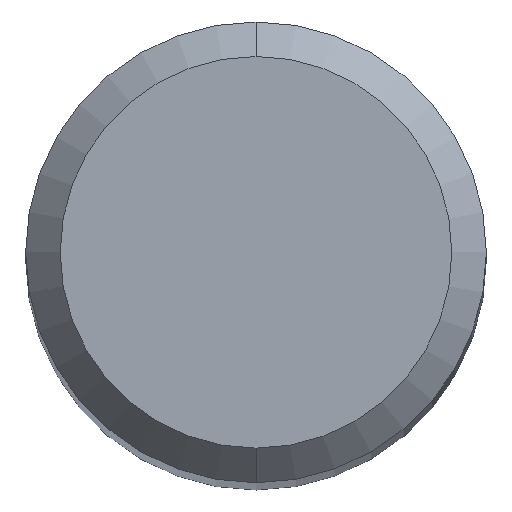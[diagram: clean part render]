
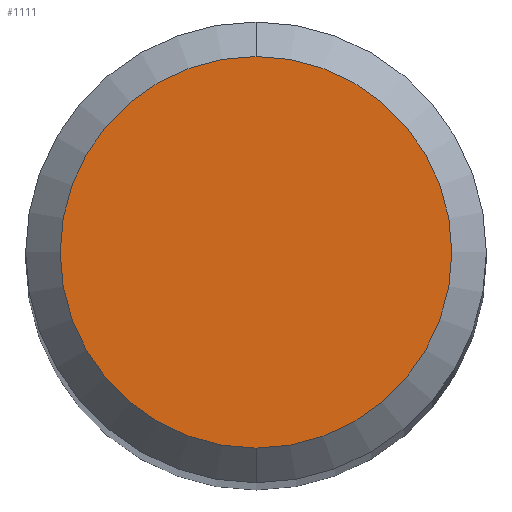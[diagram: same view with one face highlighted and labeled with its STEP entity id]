
A CAD part, top view. The second image highlights one B-rep face of the part: STEP entity #1111.
In plain terms, the highlighted planar face has unit normal (0, 0, 1).
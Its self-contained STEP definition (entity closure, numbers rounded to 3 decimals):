
#577=VERTEX_POINT('',#1372);
#827=EDGE_CURVE('',#577,#899,#1649,.T.);
#899=VERTEX_POINT('',#1724);
#1049=EDGE_CURVE('',#899,#577,#1885,.T.);
#1111=ADVANCED_FACE('',(#1950),#1951,.T.);
#1372=CARTESIAN_POINT('',(0.0,1.7,0.0));
#1649=CIRCLE('',#3883,1.7);
#1724=CARTESIAN_POINT('',(0.,-1.7,0.0));
#1885=CIRCLE('',#4630,1.7);
#1950=FACE_OUTER_BOUND('',#4902,.T.);
#1951=PLANE('',#4903);
#3883=AXIS2_PLACEMENT_3D('',#5645,#5646,#5647);
#4630=AXIS2_PLACEMENT_3D('',#5858,#5859,#5860);
#4902=EDGE_LOOP('',(#5898,#5899));
#4903=AXIS2_PLACEMENT_3D('',#5900,#5901,#5902);
#5645=CARTESIAN_POINT('',(0.0,0.0,0.0));
#5646=DIRECTION('',(0.0,0.0,-1.0));
#5647=DIRECTION('',(0.0,1.0,0.0));
#5858=CARTESIAN_POINT('',(0.0,0.0,0.0));
#5859=DIRECTION('',(0.0,0.0,-1.0));
#5860=DIRECTION('',(0.0,1.0,0.0));
#5898=ORIENTED_EDGE('',*,*,#827,.F.);
#5899=ORIENTED_EDGE('',*,*,#1049,.F.);
#5900=CARTESIAN_POINT('',(0.0,0.85,0.0));
#5901=DIRECTION('',(-0.0,0.0,1.0));
#5902=DIRECTION('',(0.0,-1.0,0.0));
